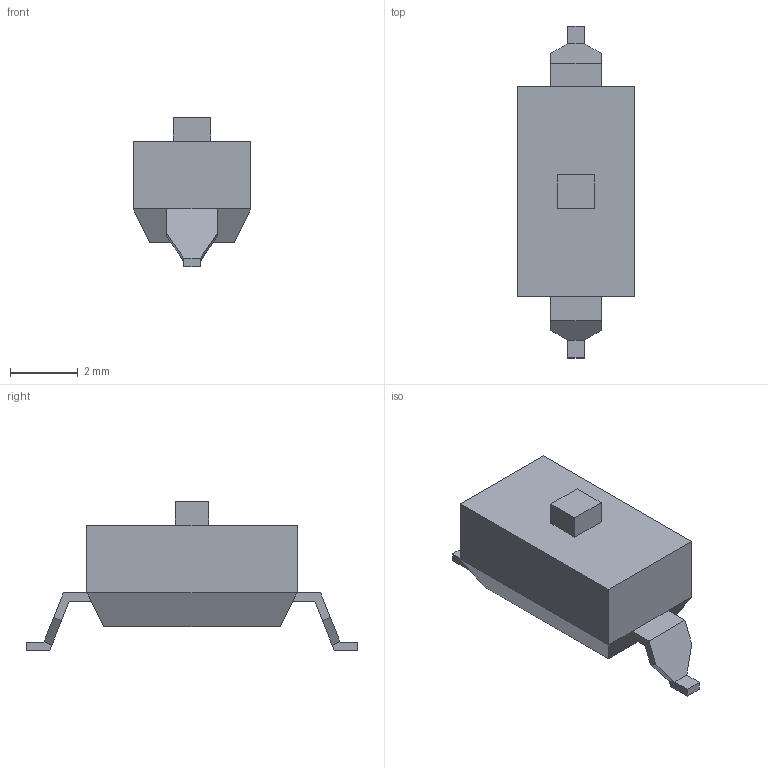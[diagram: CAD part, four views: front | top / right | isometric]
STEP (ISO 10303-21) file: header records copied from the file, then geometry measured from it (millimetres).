
FILE_DESCRIPTION( ( '' ), ' ' );
FILE_NAME( '59ad328fd7a6b50f9dcc615b.step', '2017-09-04T11:01:35', ( '' ), ( '' ), ' ', ' ', ' ' );
FILE_SCHEMA( ( 'AUTOMOTIVE_DESIGN { 1 0 10303 214 1 1 1 1 }' ) );
Length unit declared in the file: metre
Products named in the file (1): Open CASCADE STEP translator 6.8 1
Bounding box: 3.48 x 9.8 x 4.4 mm (x, y, z)
Volume: 62.6 mm3; surface area: 110.7 mm2
Topology: 1 solids, 1 shells, 41 faces, 102 edges, 64 vertices
Faces by surface type: plane 41
Entity records: 2034 total; most frequent: CARTESIAN_POINT 208, ORIENTED_EDGE 204, DIRECTION 186, STYLED_ITEM 143, PRESENTATION_STYLE_ASSIGNMENT 143, COLOUR_RGB 143, EDGE_CURVE 102, CURVE_STYLE 102
